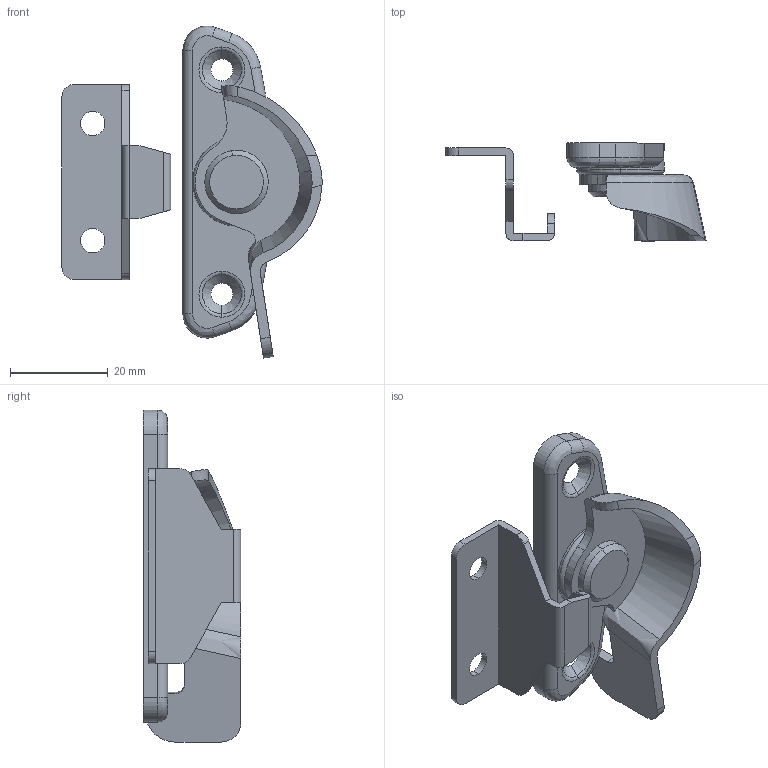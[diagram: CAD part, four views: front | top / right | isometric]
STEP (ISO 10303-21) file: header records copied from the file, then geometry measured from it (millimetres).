
FILE_DESCRIPTION( (''), '2;1');
FILE_NAME ('PC005.16280.TL_443_R_001_7931.stp','2024-01-23T19:04:59',(''),(''),'spGate 19.8.4 (****-****-****-****)','','');
FILE_SCHEMA (('AUTOMOTIVE_DESIGN'));
Length unit declared in the file: millimetre
Products named in the file (5): Assembly; ベース; レバー; スプリング; キーパー
Assembly tree (4 placements, depth 2):
  Assembly
    ベース
    レバー
    スプリング
    キーパー
Bounding box: 53.34 x 20 x 68.08 mm (x, y, z)
Volume: 6493.6 mm3; surface area: 9637.8 mm2
Topology: 4 solids, 4 shells, 216 faces, 546 edges, 342 vertices
Faces by surface type: plane 78, cylinder 72, bspline 66
Entity records: 11943 total; most frequent: CARTESIAN_POINT 2566, ORIENTED_EDGE 1088, DIRECTION 969, COLOUR_RGB 764, PRESENTATION_STYLE_ASSIGNMENT 764, STYLED_ITEM 764, EDGE_CURVE 544, DRAUGHTING_PRE_DEFINED_CURVE_FONT 544
